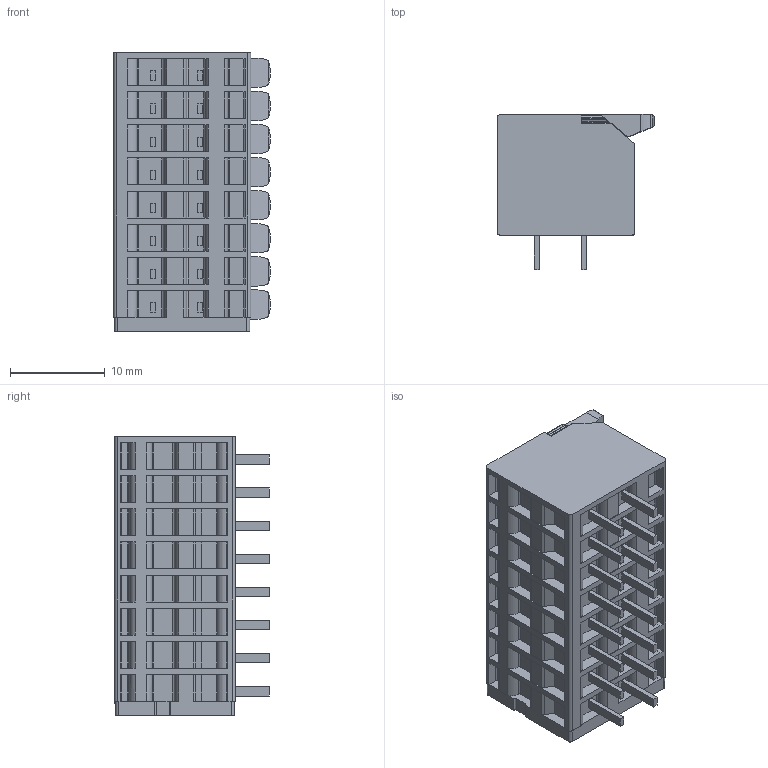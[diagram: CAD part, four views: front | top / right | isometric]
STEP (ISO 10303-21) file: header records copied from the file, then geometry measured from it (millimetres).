
FILE_DESCRIPTION(/* description */ ('STEP AP203'),/* implementation_level */ '2;1');
FILE_NAME(/* name */ '2601-1108',/* time_stamp */ '2023-10-22T06:43:13+02:00',/* author */ ('License CC BY-ND 4.0'),/* organization */ ('CADENAS'),/* preprocessor_version */ 'ST-DEVELOPER v19.3',/* originating_system */ 'PARTsolutions',/* authorisation */ ' ');
FILE_SCHEMA (('CONFIG_CONTROL_DESIGN'));
Length unit declared in the file: millimetre
Products named in the file (1): 2601-1108
Bounding box: 16.58 x 16.35 x 29.5 mm (x, y, z)
Volume: 4830.2 mm3; surface area: 3886.8 mm2
Topology: 1 solids, 1 shells, 1072 faces, 2982 edges, 1971 vertices
Faces by surface type: plane 649, cylinder 415, cone 8
Entity records: 41906 total; most frequent: CARTESIAN_POINT 6221, ORIENTED_EDGE 5964, DIRECTION 5857, EDGE_CURVE 2982, LINE 2123, VECTOR 2123, VERTEX_POINT 1971, AXIS2_PLACEMENT_3D 1867
